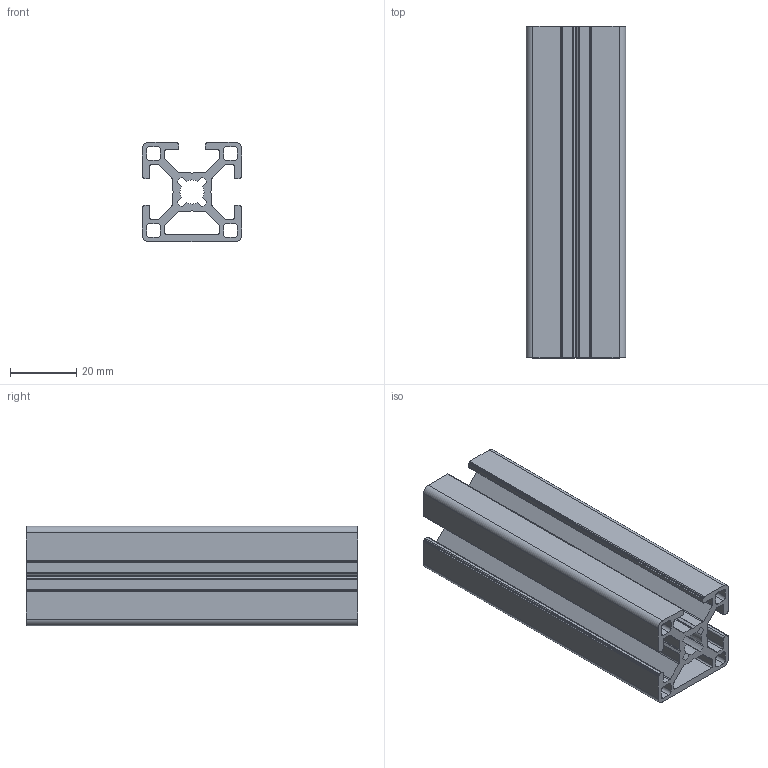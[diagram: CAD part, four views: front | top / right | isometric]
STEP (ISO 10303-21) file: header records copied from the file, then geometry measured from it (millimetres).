
FILE_DESCRIPTION( ( 'Unknown' ), '1' );
FILE_NAME( '6118014', 'Unknown', ( 'Unknown' ), ( 'JUGARD+KÜNSTNER GmbH' ), 'XStep 1.0', 'Unknown', ' ' );
FILE_SCHEMA( ( 'automotive_design' ) );
Length unit declared in the file: millimetre
Products named in the file (1): 1
Bounding box: 30 x 100 x 30 mm (x, y, z)
Volume: 33213.3 mm3; surface area: 34935.3 mm2
Topology: 1 solids, 1 shells, 172 faces, 510 edges, 340 vertices
Faces by surface type: plane 90, cylinder 82
Entity records: 7214 total; most frequent: CARTESIAN_POINT 1023, DIRECTION 1020, ORIENTED_EDGE 1020, EDGE_CURVE 510, LINE 346, VECTOR 346, VERTEX_POINT 340, AXIS2_PLACEMENT_3D 337
